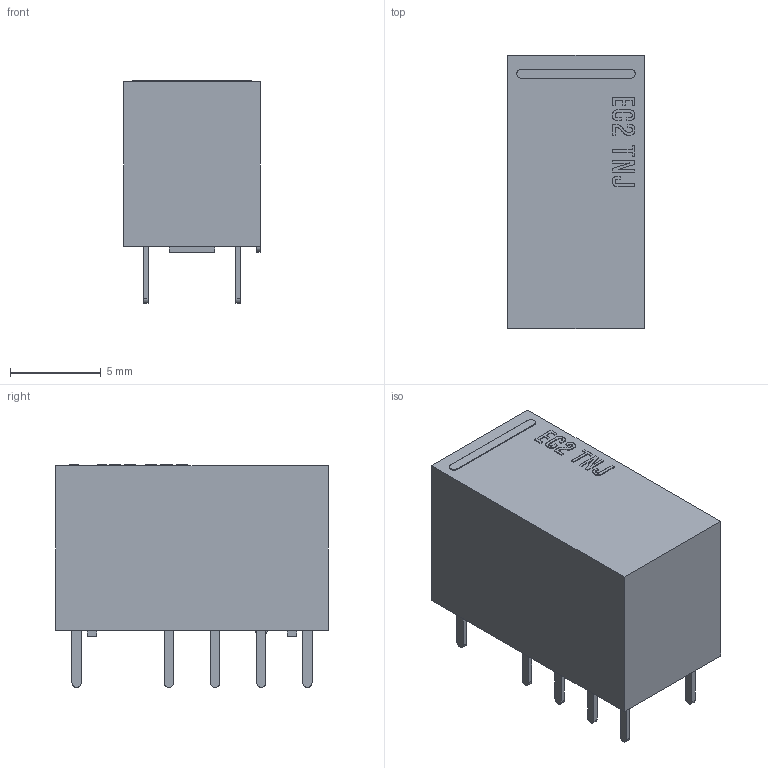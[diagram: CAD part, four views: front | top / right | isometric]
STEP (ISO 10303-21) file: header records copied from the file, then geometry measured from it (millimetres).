
FILE_DESCRIPTION(('FreeCAD Model'),'2;1');
FILE_NAME('Kemet_EC2-TNJ.step','2019-07-22T19:37:07',('Author'),(''), 'Open CASCADE STEP processor 7.3','FreeCAD','Unknown');
FILE_SCHEMA(('AUTOMOTIVE_DESIGN { 1 0 10303 214 1 1 1 1 }'));
Length unit declared in the file: millimetre
Products named in the file (1): EC2-TNJ
Bounding box: 7.5 x 15 x 12.25 mm (x, y, z)
Volume: 1017.5 mm3; surface area: 694.9 mm2
Topology: 11 solids, 11 shells, 207 faces, 525 edges, 350 vertices
Faces by surface type: plane 141, extrusion 49, cylinder 17
Entity records: 7674 total; most frequent: CARTESIAN_POINT 1377, ORIENTED_EDGE 1050, DIRECTION 828, EDGE_CURVE 525, VECTOR 442, LINE 393, VERTEX_POINT 350, FACE_BOUND 217
